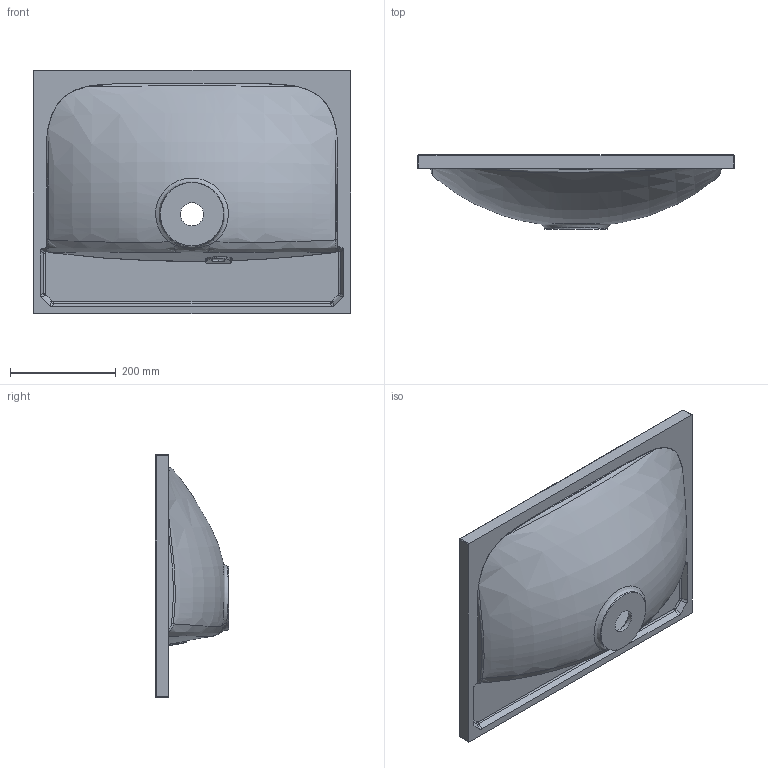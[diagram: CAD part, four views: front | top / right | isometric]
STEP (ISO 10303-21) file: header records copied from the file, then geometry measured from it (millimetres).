
FILE_DESCRIPTION (( 'STEP AP203' ), '1' );
FILE_NAME ('6229080611.step', '2020-12-18T12:31:15', ( 'admin' ), ( '' ), 'SwSTEP 2.0', 'SolidWorks 2019', '' );
FILE_SCHEMA (( 'CONFIG_CONTROL_DESIGN' ));
Length unit declared in the file: millimetre
Products named in the file (1): 6229080611
Bounding box: 600 x 140 x 460 mm (x, y, z)
Volume: 4764517.3 mm3; surface area: 731019.9 mm2
Topology: 1 solids, 1 shells, 121 faces, 302 edges, 179 vertices
Faces by surface type: bspline 54, cylinder 31, plane 21, cone 7, torus 4, sphere 4
Entity records: 16270 total; most frequent: CARTESIAN_POINT 13801, ORIENTED_EDGE 594, DIRECTION 379, EDGE_CURVE 297, VERTEX_POINT 179, AXIS2_PLACEMENT_3D 151, EDGE_LOOP 126, ADVANCED_FACE 121
